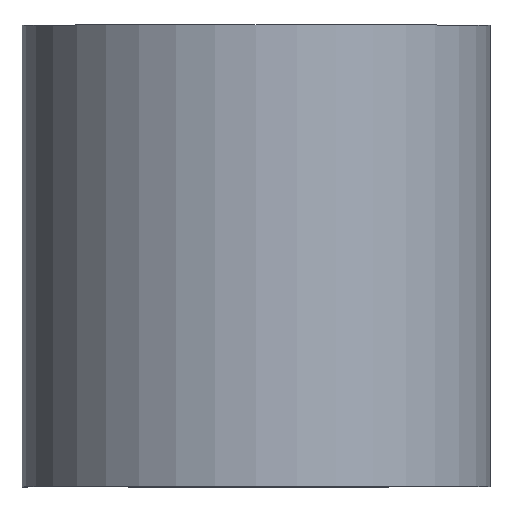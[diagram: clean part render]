
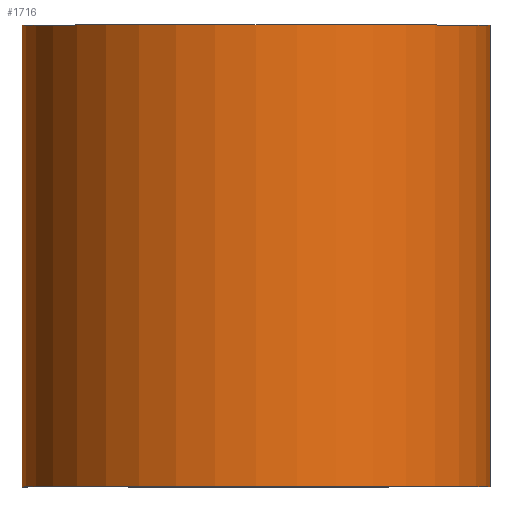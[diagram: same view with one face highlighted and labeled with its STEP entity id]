
A CAD part, top view. The second image highlights one B-rep face of the part: STEP entity #1716.
In plain terms, the highlighted cylindrical face has radius 17.75 mm (diameter 35.5 mm), a partial arc.
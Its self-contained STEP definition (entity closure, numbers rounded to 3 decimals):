
#79 = CYLINDRICAL_SURFACE ( 'NONE', #939, 17.75 ) ;
#156 = LINE ( 'NONE', #2648, #1303 ) ;
#162 = VERTEX_POINT ( 'NONE', #1941 ) ;
#241 = VERTEX_POINT ( 'NONE', #925 ) ;
#354 = EDGE_CURVE ( 'NONE', #1995, #367, #156, .T. ) ;
#367 = VERTEX_POINT ( 'NONE', #1064 ) ;
#463 = ORIENTED_EDGE ( 'NONE', *, *, #2813, .T. ) ;
#511 = DIRECTION ( 'NONE',  ( 0., -1., 0. ) ) ;
#661 = DIRECTION ( 'NONE',  ( 0., -1., 0. ) ) ;
#667 = CIRCLE ( 'NONE', #2253, 17.75 ) ;
#692 = ORIENTED_EDGE ( 'NONE', *, *, #1472, .F. ) ;
#925 = CARTESIAN_POINT ( 'NONE',  ( 17.56, 0., 0. ) ) ;
#939 = AXIS2_PLACEMENT_3D ( 'NONE', #988, #1655, #1880 ) ;
#988 = CARTESIAN_POINT ( 'NONE',  ( -0.19, 35., 0. ) ) ;
#1064 = CARTESIAN_POINT ( 'NONE',  ( -17.94, 0., 0. ) ) ;
#1073 = DIRECTION ( 'NONE',  ( 0., -1., 0. ) ) ;
#1111 = ORIENTED_EDGE ( 'NONE', *, *, #354, .T. ) ;
#1285 = CARTESIAN_POINT ( 'NONE',  ( -0.19, 0., 0. ) ) ;
#1303 = VECTOR ( 'NONE', #1073, 1000. ) ;
#1421 = ORIENTED_EDGE ( 'NONE', *, *, #2535, .F. ) ;
#1472 = EDGE_CURVE ( 'NONE', #162, #241, #1579, .T. ) ;
#1502 = DIRECTION ( 'NONE',  ( 0., -1., 0. ) ) ;
#1560 = AXIS2_PLACEMENT_3D ( 'NONE', #2738, #511, #2349 ) ;
#1579 = LINE ( 'NONE', #2694, #2282 ) ;
#1655 = DIRECTION ( 'NONE',  ( 0., -1., 0. ) ) ;
#1716 = ADVANCED_FACE ( 'NONE', ( #2085 ), #79, .T. ) ;
#1880 = DIRECTION ( 'NONE',  ( 0., 0., -1. ) ) ;
#1941 = CARTESIAN_POINT ( 'NONE',  ( 17.56, 35., 0. ) ) ;
#1995 = VERTEX_POINT ( 'NONE', #2661 ) ;
#2085 = FACE_OUTER_BOUND ( 'NONE', #2836, .T. ) ;
#2115 = CIRCLE ( 'NONE', #1560, 17.75 ) ;
#2180 = DIRECTION ( 'NONE',  ( 1., 0., 0. ) ) ;
#2253 = AXIS2_PLACEMENT_3D ( 'NONE', #1285, #1502, #2180 ) ;
#2282 = VECTOR ( 'NONE', #661, 1000. ) ;
#2349 = DIRECTION ( 'NONE',  ( 1., 0., 0. ) ) ;
#2535 = EDGE_CURVE ( 'NONE', #241, #367, #667, .T. ) ;
#2648 = CARTESIAN_POINT ( 'NONE',  ( -17.94, 35., 0. ) ) ;
#2661 = CARTESIAN_POINT ( 'NONE',  ( -17.94, 35., 0. ) ) ;
#2694 = CARTESIAN_POINT ( 'NONE',  ( 17.56, 35., 0. ) ) ;
#2738 = CARTESIAN_POINT ( 'NONE',  ( -0.19, 35., 0. ) ) ;
#2813 = EDGE_CURVE ( 'NONE', #162, #1995, #2115, .T. ) ;
#2836 = EDGE_LOOP ( 'NONE', ( #1421, #692, #463, #1111 ) ) ;
